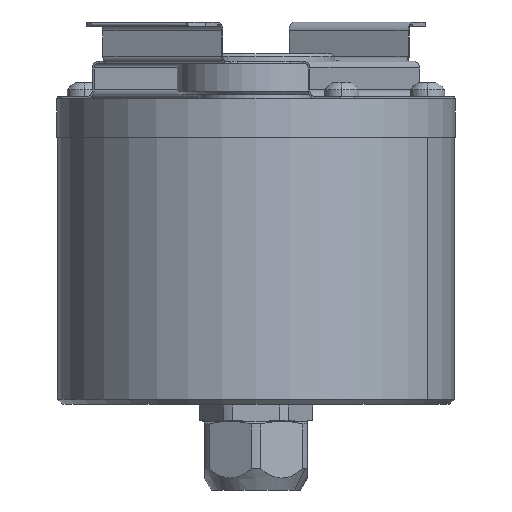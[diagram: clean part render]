
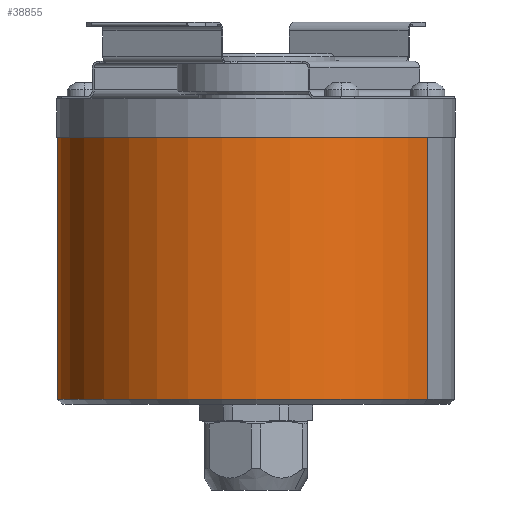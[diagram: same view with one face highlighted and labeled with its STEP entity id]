
A CAD part, front view. The second image highlights one B-rep face of the part: STEP entity #38855.
In plain terms, the highlighted cylindrical face has radius 28.9 mm (diameter 57.8 mm), a partial arc.
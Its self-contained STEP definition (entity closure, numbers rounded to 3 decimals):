
#9047=CARTESIAN_POINT('',(0.,0.,-25.8));
#9048=DIRECTION('',(0.,0.,-1.));
#9049=DIRECTION('',(0.866,-0.5,0.));
#9050=AXIS2_PLACEMENT_3D('',#9047,#9048,#9049);
#9081=CARTESIAN_POINT('',(0.,0.,12.4));
#9082=DIRECTION('',(0.,0.,1.));
#9083=DIRECTION('',(-0.866,0.5,0.));
#9084=AXIS2_PLACEMENT_3D('',#9081,#9082,#9083);
#15328=DIRECTION('',(0.,0.,-1.));
#15329=VECTOR('',#15328,38.2);
#15330=CARTESIAN_POINT('',(25.028,-14.45,12.4));
#15331=LINE('',#15330,#15329);
#15332=DIRECTION('',(0.,0.,-1.));
#15333=VECTOR('',#15332,38.2);
#15334=CARTESIAN_POINT('',(-25.028,14.45,12.4));
#15335=LINE('',#15334,#15333);
#20583=CARTESIAN_POINT('',(25.028,-14.45,-25.8));
#20584=CARTESIAN_POINT('',(-25.028,14.45,-25.8));
#20585=VERTEX_POINT('',#20583);
#20586=VERTEX_POINT('',#20584);
#20679=CARTESIAN_POINT('',(25.028,-14.45,12.4));
#20680=CARTESIAN_POINT('',(-25.028,14.45,12.4));
#20681=VERTEX_POINT('',#20679);
#20682=VERTEX_POINT('',#20680);
#38844=CARTESIAN_POINT('',(0.,0.,-28.445));
#38845=DIRECTION('',(0.,0.,1.));
#38846=DIRECTION('',(-0.866,0.5,0.));
#38847=AXIS2_PLACEMENT_3D('',#38844,#38845,#38846);
#38848=CYLINDRICAL_SURFACE('',#38847,28.9);
#38849=ORIENTED_EDGE('',*,*,#30855,.T.);
#38850=ORIENTED_EDGE('',*,*,#30838,.T.);
#38851=ORIENTED_EDGE('',*,*,#30808,.T.);
#38852=ORIENTED_EDGE('',*,*,#30835,.F.);
#38853=EDGE_LOOP('',(#38849,#38850,#38851,#38852));
#38854=FACE_OUTER_BOUND('',#38853,.F.);
#9051=CIRCLE('',#9050,28.9);
#9085=CIRCLE('',#9084,28.9);
#30808=EDGE_CURVE('',#20585,#20586,#9051,.T.);
#30835=EDGE_CURVE('',#20682,#20586,#15335,.T.);
#30838=EDGE_CURVE('',#20681,#20585,#15331,.T.);
#30855=EDGE_CURVE('',#20682,#20681,#9085,.T.);
#38855=ADVANCED_FACE('',(#38854),#38848,.T.);
